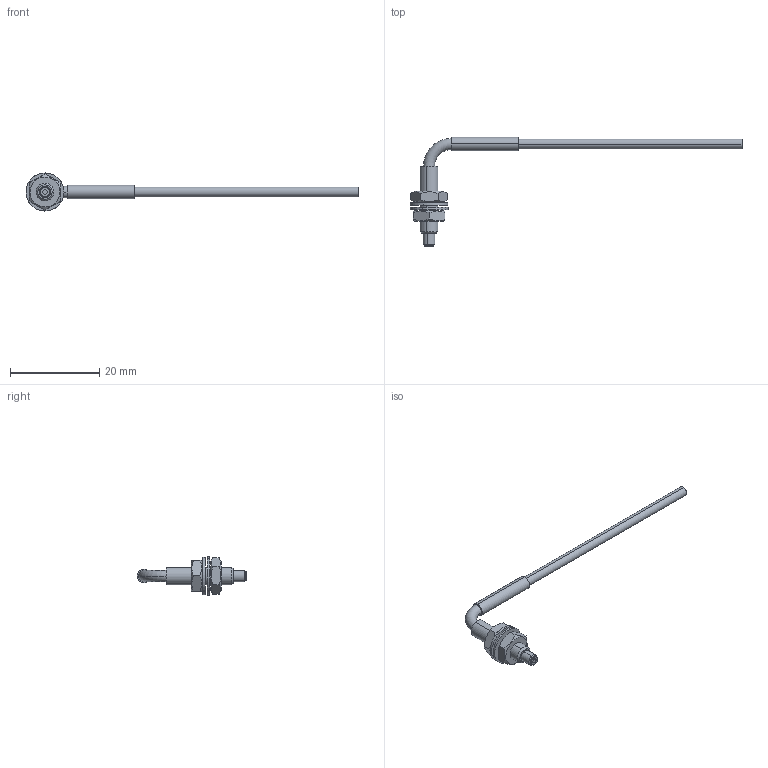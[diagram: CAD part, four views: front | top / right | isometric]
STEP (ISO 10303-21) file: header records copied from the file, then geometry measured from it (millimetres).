
FILE_DESCRIPTION (( 'STEP AP214' ), '1' );
FILE_NAME ('GPF-T010.STEP', '2017-11-17T13:54:31', ( '' ), ( '' ), 'SwSTEP 2.0', 'SolidWorks 2018', '' );
FILE_SCHEMA (( 'AUTOMOTIVE_DESIGN' ));
Length unit declared in the file: millimetre
Products named in the file (7): GPF-T010; GPF-T010_LENS; M4_WASHER; GPF-T010_GLASS FIBER1; M4_NUT; GPF-T010_HEAD2; GPF-T010_FIBER
Assembly tree (8 placements, depth 2):
  GPF-T010
    GPF-T010_HEAD2
    GPF-T010_GLASS FIBER1
    GPF-T010_LENS
    M4_NUT  x2
    M4_WASHER  x2
    GPF-T010_FIBER
Bounding box: 74.25 x 24.5 x 8.5 mm (x, y, z)
Volume: 721.1 mm3; surface area: 1301.2 mm2
Topology: 8 solids, 8 shells, 72 faces, 152 edges, 100 vertices
Faces by surface type: plane 32, cylinder 26, cone 12, torus 2
Entity records: 1760 total; most frequent: CARTESIAN_POINT 347, DIRECTION 268, ORIENTED_EDGE 208, AXIS2_PLACEMENT_3D 117, EDGE_CURVE 104, VERTEX_POINT 68, EDGE_LOOP 60, CIRCLE 54
